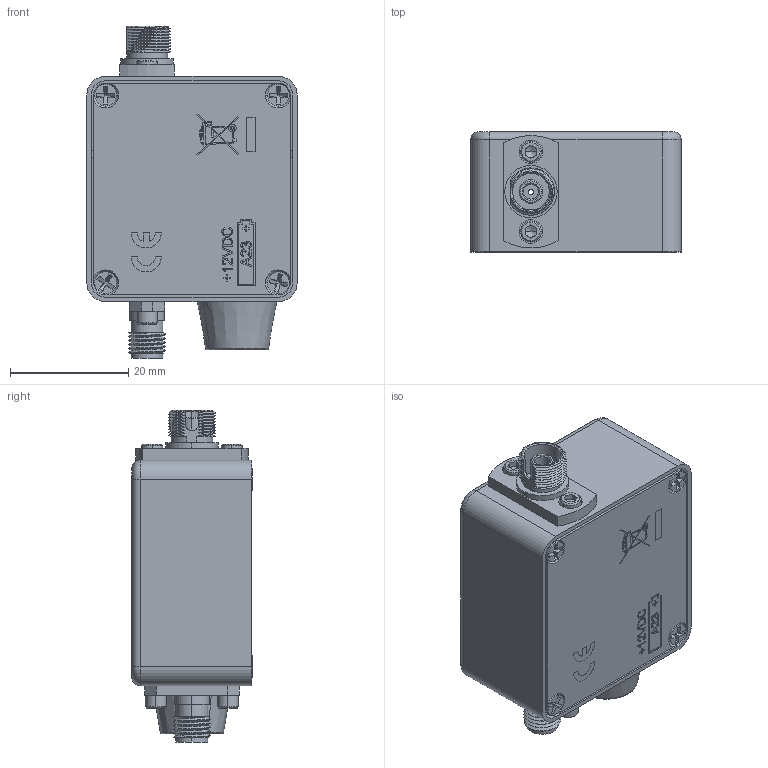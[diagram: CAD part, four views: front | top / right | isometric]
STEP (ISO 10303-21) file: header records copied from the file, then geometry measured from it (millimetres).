
FILE_DESCRIPTION (( 'STEP AP214' ), '1' );
FILE_NAME ('15829-E0W.step', '2007-11-13T12:10:43', ( ' ' ), ( ' ' ), 'SwSTEP 2.0', 'SolidWorks 2007', '' );
FILE_SCHEMA (( 'AUTOMOTIVE_DESIGN' ));
Length unit declared in the file: inch
Products named in the file (1): 15829-E0W
Bounding box: 35.56 x 20.36 x 56.13 mm (x, y, z)
Surface area: 8164.6 mm2 (no closed solid volume)
Topology: 0 solids, 31 shells, 767 faces, 3609 edges, 2752 vertices
Faces by surface type: plane 481, bspline 148, cylinder 94, cone 36, torus 8
Entity records: 67931 total; most frequent: CARTESIAN_POINT 32294, ORIENTED_EDGE 5040, DIRECTION 4108, EDGE_CURVE 3601, VERTEX_POINT 2752, VECTOR 2292, LINE 2292, B_SPLINE_CURVE_WITH_KNOTS 967
